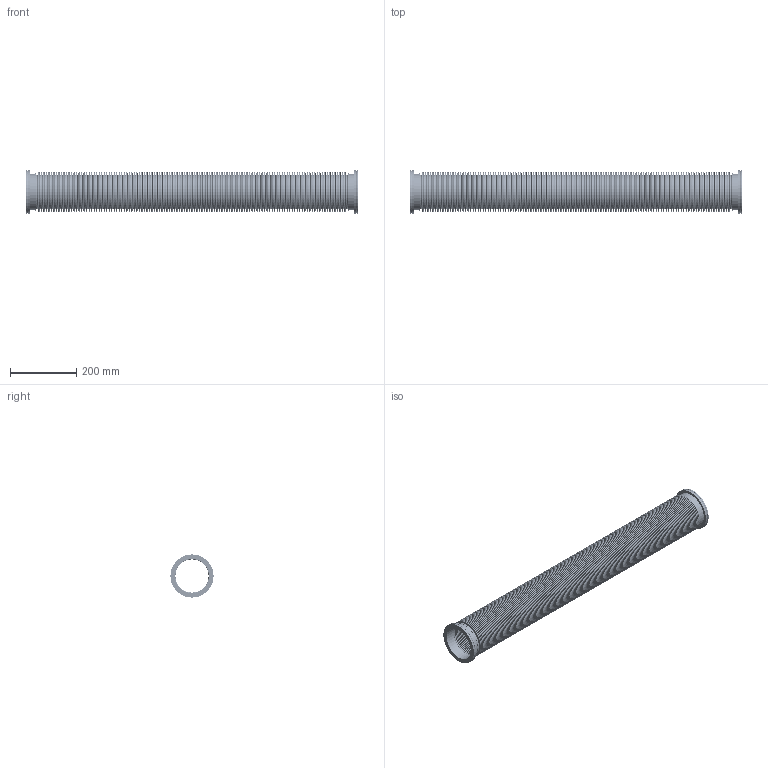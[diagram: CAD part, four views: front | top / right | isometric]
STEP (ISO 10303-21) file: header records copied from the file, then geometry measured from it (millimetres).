
FILE_DESCRIPTION (( 'STEP AP214' ), '1' );
FILE_NAME ('320SWG100-1000.stp', '2017-06-02T10:18:33', ( '' ), ( '' ), 'SwSTEP 2.0', 'SolidWorks 2015', '' );
FILE_SCHEMA (( 'AUTOMOTIVE_DESIGN' ));
Length unit declared in the file: millimetre
Products named in the file (1): 320SWG100-1000
Bounding box: 1000 x 130 x 130 mm (x, y, z)
Volume: 439878 mm3; surface area: 2831278.3 mm2
Topology: 1 solids, 1 shells, 5287 faces, 10574 edges, 6048 vertices
Faces by surface type: torus 3000, cylinder 1526, plane 761
Entity records: 197179 total; most frequent: DIRECTION 30198, CARTESIAN_POINT 21910, ORIENTED_EDGE 21148, AXIS2_PLACEMENT_3D 14336, EDGE_CURVE 10574, CIRCLE 9048, EDGE_LOOP 6048, VERTEX_POINT 6048
